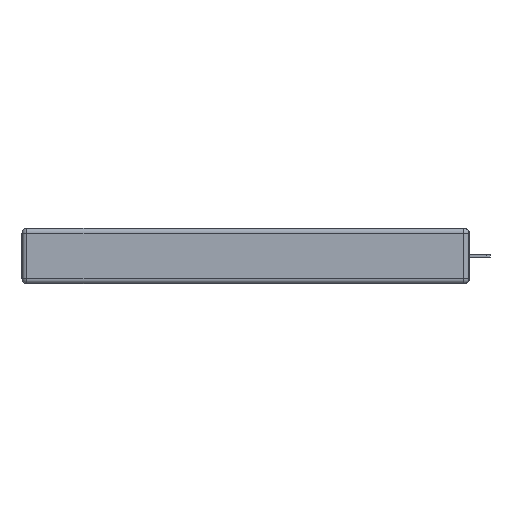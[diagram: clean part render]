
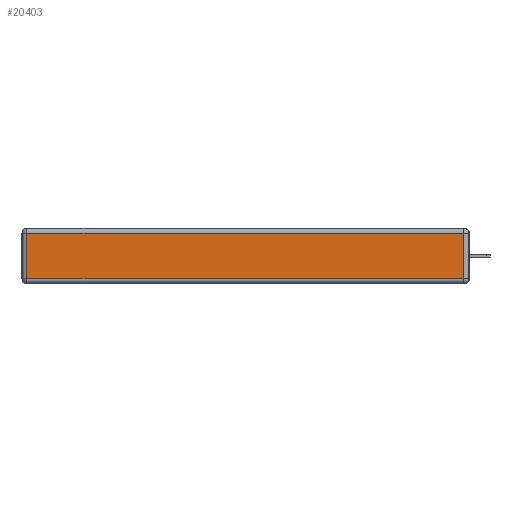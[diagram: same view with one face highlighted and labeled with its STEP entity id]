
A CAD part, left-side view. The second image highlights one B-rep face of the part: STEP entity #20403.
In plain terms, the highlighted planar face has unit normal (-1, 0, 0).
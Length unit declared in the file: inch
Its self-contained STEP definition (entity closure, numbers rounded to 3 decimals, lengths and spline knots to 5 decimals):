
#1956 = EDGE_CURVE ( 'NONE', #20383, #10022, #4963, .T. ) ;
#2498 = LINE ( 'NONE', #11207, #17010 ) ;
#2643 = EDGE_CURVE ( 'NONE', #12952, #20383, #9454, .T. ) ;
#3407 = EDGE_CURVE ( 'NONE', #10022, #17206, #2498, .T. ) ;
#3978 = CARTESIAN_POINT ( 'NONE',  ( 0., 0., -0.343 ) ) ;
#4337 = CARTESIAN_POINT ( 'NONE',  ( 0., 0.03, -0.313 ) ) ;
#4498 = ORIENTED_EDGE ( 'NONE', *, *, #3407, .T. ) ;
#4682 = DIRECTION ( 'NONE',  ( 0., 0., -1. ) ) ;
#4963 = LINE ( 'NONE', #13679, #9297 ) ;
#6089 = AXIS2_PLACEMENT_3D ( 'NONE', #3978, #10273, #26085 ) ;
#6931 = ORIENTED_EDGE ( 'NONE', *, *, #9730, .T. ) ;
#9297 = VECTOR ( 'NONE', #4682, 39.37008 ) ;
#9418 = VECTOR ( 'NONE', #12044, 39.37008 ) ;
#9454 = LINE ( 'NONE', #11443, #23705 ) ;
#9730 = EDGE_CURVE ( 'NONE', #17206, #12952, #25157, .T. ) ;
#10022 = VERTEX_POINT ( 'NONE', #19125 ) ;
#10273 = DIRECTION ( 'NONE',  ( -1., 0., 0. ) ) ;
#11207 = CARTESIAN_POINT ( 'NONE',  ( 0., 0., -0.313 ) ) ;
#11443 = CARTESIAN_POINT ( 'NONE',  ( 0., 2.75, -0.03 ) ) ;
#11482 = DIRECTION ( 'NONE',  ( 0., -1., 0. ) ) ;
#11627 = ORIENTED_EDGE ( 'NONE', *, *, #1956, .T. ) ;
#12044 = DIRECTION ( 'NONE',  ( 0., 0., 1. ) ) ;
#12952 = VERTEX_POINT ( 'NONE', #15262 ) ;
#12961 = EDGE_LOOP ( 'NONE', ( #4498, #6931, #26137, #11627 ) ) ;
#13679 = CARTESIAN_POINT ( 'NONE',  ( 0., 2.72, -0.343 ) ) ;
#15262 = CARTESIAN_POINT ( 'NONE',  ( 0., 0.03, -0.03 ) ) ;
#17010 = VECTOR ( 'NONE', #11482, 39.37008 ) ;
#17206 = VERTEX_POINT ( 'NONE', #4337 ) ;
#17250 = FACE_OUTER_BOUND ( 'NONE', #12961, .T. ) ;
#18428 = DIRECTION ( 'NONE',  ( 0., 1., 0. ) ) ;
#18464 = CARTESIAN_POINT ( 'NONE',  ( 0., 0.03, -0.343 ) ) ;
#19104 = CARTESIAN_POINT ( 'NONE',  ( 0., 2.72, -0.03 ) ) ;
#19125 = CARTESIAN_POINT ( 'NONE',  ( 0., 2.72, -0.313 ) ) ;
#20383 = VERTEX_POINT ( 'NONE', #19104 ) ;
#20403 = ADVANCED_FACE ( 'NONE', ( #17250 ), #25944, .T. ) ;
#23705 = VECTOR ( 'NONE', #18428, 39.37008 ) ;
#25157 = LINE ( 'NONE', #18464, #9418 ) ;
#25944 = PLANE ( 'NONE',  #6089 ) ;
#26085 = DIRECTION ( 'NONE',  ( 0., 0., 1. ) ) ;
#26137 = ORIENTED_EDGE ( 'NONE', *, *, #2643, .T. ) ;
